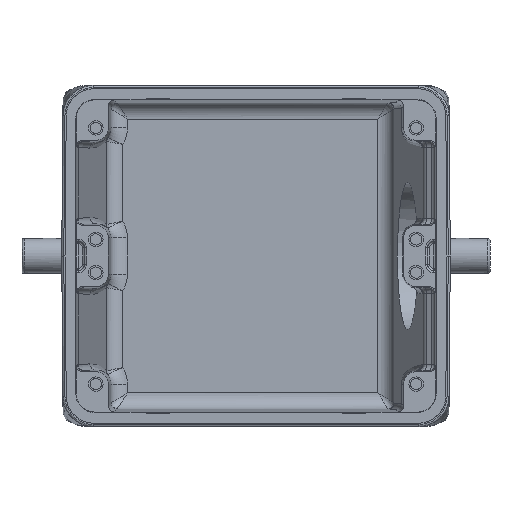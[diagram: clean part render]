
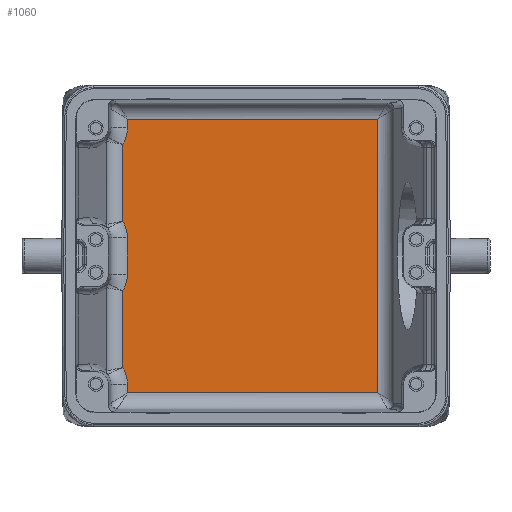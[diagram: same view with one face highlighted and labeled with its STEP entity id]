
A CAD part, front view. The second image highlights one B-rep face of the part: STEP entity #1060.
In plain terms, the highlighted planar face has unit normal (0, -1, 0).
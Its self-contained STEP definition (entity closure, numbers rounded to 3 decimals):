
#483=FACE_OUTER_BOUND('',#2016,.T.);
#1060=ADVANCED_FACE('',(#483),#1441,.F.);
#1441=PLANE('',#8402);
#2016=EDGE_LOOP('',(#4414,#4415,#4416,#4417,#4418,#4419,#4420,#4421,#4422,
#4423,#4424,#4425));
#2549=LINE('',#11996,#3224);
#2570=LINE('',#12333,#3245);
#2586=LINE('',#12595,#3261);
#2588=LINE('',#12708,#3263);
#2589=LINE('',#12838,#3264);
#2592=LINE('',#12958,#3267);
#2594=LINE('',#13082,#3269);
#2595=LINE('',#13086,#3270);
#3224=VECTOR('',#9548,1.);
#3245=VECTOR('',#9641,1.);
#3261=VECTOR('',#9715,1.);
#3263=VECTOR('',#9725,1.);
#3264=VECTOR('',#9728,1.);
#3267=VECTOR('',#9733,1.);
#3269=VECTOR('',#9741,1.);
#3270=VECTOR('',#9746,1.);
#4414=ORIENTED_EDGE('',*,*,#7058,.F.);
#4415=ORIENTED_EDGE('',*,*,#7177,.T.);
#4416=ORIENTED_EDGE('',*,*,#7178,.F.);
#4417=ORIENTED_EDGE('',*,*,#7179,.T.);
#4418=ORIENTED_EDGE('',*,*,#7108,.F.);
#4419=ORIENTED_EDGE('',*,*,#7118,.T.);
#4420=ORIENTED_EDGE('',*,*,#7153,.F.);
#4421=ORIENTED_EDGE('',*,*,#7159,.T.);
#4422=ORIENTED_EDGE('',*,*,#7162,.F.);
#4423=ORIENTED_EDGE('',*,*,#7165,.F.);
#4424=ORIENTED_EDGE('',*,*,#7170,.F.);
#4425=ORIENTED_EDGE('',*,*,#7176,.F.);
#6251=VERTEX_POINT('',#11995);
#6252=VERTEX_POINT('',#11997);
#6289=VERTEX_POINT('',#12334);
#6290=VERTEX_POINT('',#12335);
#6297=VERTEX_POINT('',#12392);
#6318=VERTEX_POINT('',#12596);
#6320=VERTEX_POINT('',#12693);
#6321=VERTEX_POINT('',#12707);
#6322=VERTEX_POINT('',#12837);
#6324=VERTEX_POINT('',#12957);
#6326=VERTEX_POINT('',#13085);
#6327=VERTEX_POINT('',#13087);
#7058=EDGE_CURVE('',#6251,#6252,#2549,.T.);
#7108=EDGE_CURVE('',#6289,#6290,#2570,.T.);
#7118=EDGE_CURVE('',#6289,#6297,#7960,.T.);
#7153=EDGE_CURVE('',#6318,#6297,#2586,.T.);
#7159=EDGE_CURVE('',#6318,#6320,#7969,.T.);
#7162=EDGE_CURVE('',#6321,#6320,#2588,.T.);
#7165=EDGE_CURVE('',#6322,#6321,#2589,.T.);
#7170=EDGE_CURVE('',#6324,#6322,#2592,.T.);
#7176=EDGE_CURVE('',#6252,#6324,#2594,.T.);
#7177=EDGE_CURVE('',#6251,#6326,#7970,.T.);
#7178=EDGE_CURVE('',#6327,#6326,#2595,.T.);
#7179=EDGE_CURVE('',#6327,#6290,#7971,.T.);
#7960=CIRCLE('',#8365,7.646);
#7969=CIRCLE('',#8392,7.646);
#7970=CIRCLE('',#8400,7.646);
#7971=CIRCLE('',#8401,7.646);
#8365=AXIS2_PLACEMENT_3D('',#12449,#9651,#9652);
#8392=AXIS2_PLACEMENT_3D('',#12694,#9720,#9721);
#8400=AXIS2_PLACEMENT_3D('',#13084,#9744,#9745);
#8401=AXIS2_PLACEMENT_3D('',#13088,#9747,#9748);
#8402=AXIS2_PLACEMENT_3D('',#13089,#9749,#9750);
#9548=DIRECTION('',(0.,0.,1.));
#9641=DIRECTION('',(0.,0.,1.));
#9651=DIRECTION('',(0.,1.,0.));
#9652=DIRECTION('',(0.,0.,1.));
#9715=DIRECTION('',(0.,0.,1.));
#9720=DIRECTION('',(0.,1.,0.));
#9721=DIRECTION('',(0.,0.,1.));
#9725=DIRECTION('',(0.,0.,1.));
#9728=DIRECTION('',(-1.,0.,0.));
#9733=DIRECTION('',(0.,0.,-1.));
#9741=DIRECTION('',(1.,0.,0.));
#9744=DIRECTION('',(0.,1.,0.));
#9745=DIRECTION('',(0.,0.,1.));
#9746=DIRECTION('',(0.,0.,1.));
#9747=DIRECTION('',(0.,1.,0.));
#9748=DIRECTION('',(0.,0.,1.));
#9749=DIRECTION('',(0.,1.,0.));
#9750=DIRECTION('',(-1.,0.,0.));
#11995=CARTESIAN_POINT('',(-31.104,40.,31.));
#11996=CARTESIAN_POINT('',(-31.104,40.,31.));
#11997=CARTESIAN_POINT('',(-31.104,40.,33.104));
#12333=CARTESIAN_POINT('',(-31.104,40.,-4.4));
#12334=CARTESIAN_POINT('',(-31.104,40.,-4.4));
#12335=CARTESIAN_POINT('',(-31.104,40.,4.4));
#12392=CARTESIAN_POINT('',(-32.225,40.,-8.385));
#12449=CARTESIAN_POINT('',(-38.75,40.,-4.4));
#12595=CARTESIAN_POINT('',(-32.225,40.,-27.015));
#12596=CARTESIAN_POINT('',(-32.225,40.,-27.015));
#12693=CARTESIAN_POINT('',(-31.104,40.,-31.));
#12694=CARTESIAN_POINT('',(-38.75,40.,-31.));
#12707=CARTESIAN_POINT('',(-31.104,40.,-33.104));
#12708=CARTESIAN_POINT('',(-31.104,40.,-33.104));
#12837=CARTESIAN_POINT('',(29.448,40.,-33.104));
#12838=CARTESIAN_POINT('',(32.925,40.,-33.104));
#12957=CARTESIAN_POINT('',(29.448,40.,33.104));
#12958=CARTESIAN_POINT('',(29.448,40.,-37.75));
#13082=CARTESIAN_POINT('',(35.75,40.,33.104));
#13084=CARTESIAN_POINT('',(-38.75,40.,31.));
#13085=CARTESIAN_POINT('',(-32.225,40.,27.015));
#13086=CARTESIAN_POINT('',(-32.225,40.,8.385));
#13087=CARTESIAN_POINT('',(-32.225,40.,8.385));
#13088=CARTESIAN_POINT('',(-38.75,40.,4.4));
#13089=CARTESIAN_POINT('',(32.925,40.,-37.75));
